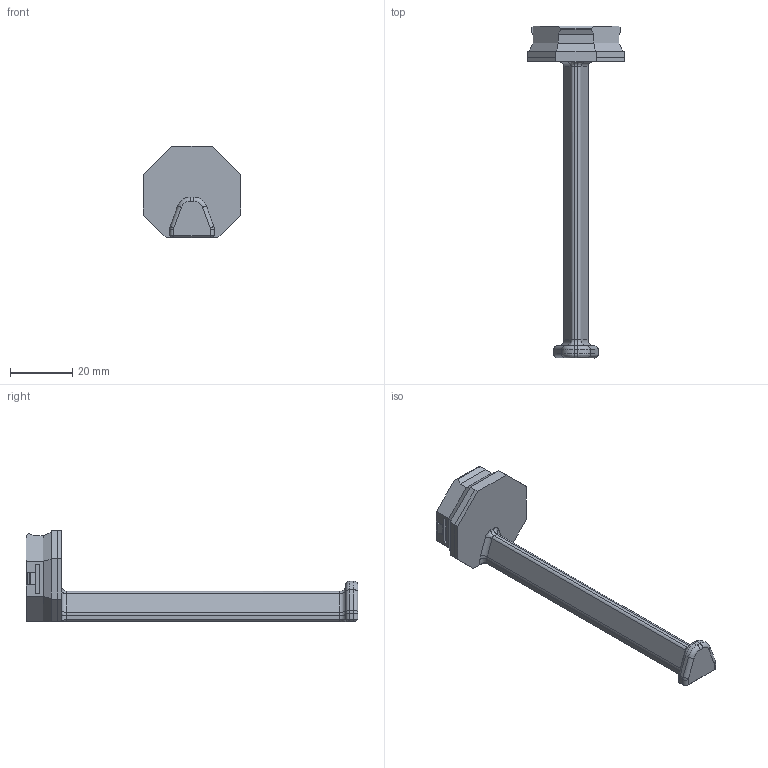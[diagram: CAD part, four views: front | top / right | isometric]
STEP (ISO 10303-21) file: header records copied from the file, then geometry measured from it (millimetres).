
FILE_DESCRIPTION(('FreeCAD Model'),'2;1');
FILE_NAME('Open CASCADE Shape Model','2025-05-03T19:14:40',('FreeCAD'),( 'FreeCAD'),'Open CASCADE STEP processor 7.6','FreeCAD','Unknown');
FILE_SCHEMA(('AUTOMOTIVE_DESIGN { 1 0 10303 214 1 1 1 1 }'));
Length unit declared in the file: millimetre
Products named in the file (1): Open CASCADE STEP translator 7.6 1
Bounding box: 31.29 x 106.66 x 29.44 mm (x, y, z)
Volume: 12260.5 mm3; surface area: 6097.4 mm2
Topology: 1 solids, 1 shells, 152 faces, 376 edges, 223 vertices
Faces by surface type: bspline 152
Entity records: 9847 total; most frequent: CARTESIAN_POINT 7655, ORIENTED_EDGE 744, EDGE_CURVE 372, B_SPLINE_CURVE_WITH_KNOTS 280, VERTEX_POINT 223, FACE_BOUND 157, EDGE_LOOP 157, ADVANCED_FACE 152
